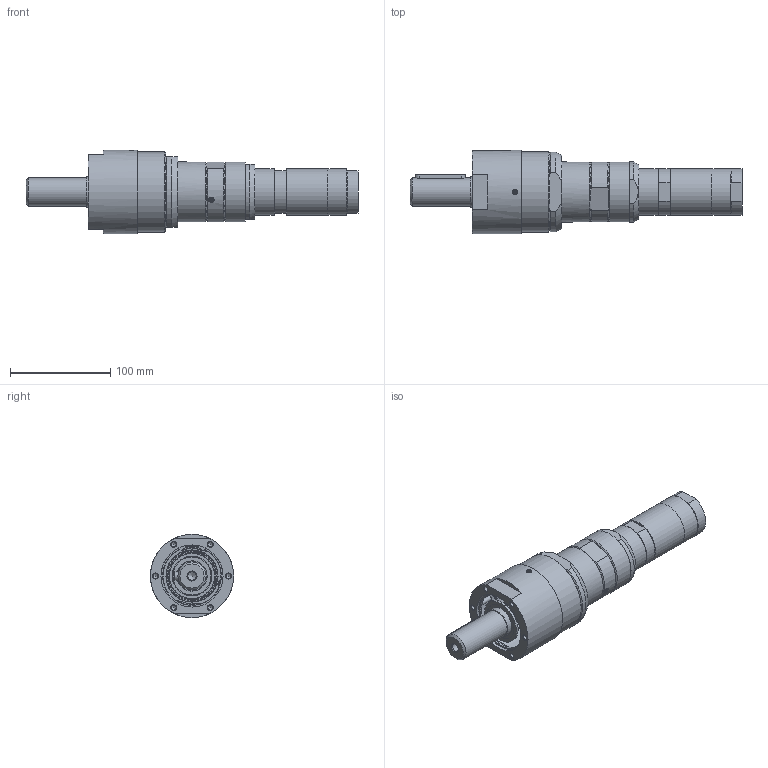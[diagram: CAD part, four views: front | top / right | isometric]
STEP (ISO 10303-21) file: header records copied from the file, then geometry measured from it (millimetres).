
FILE_DESCRIPTION(/* description */ (''),/* implementation_level */ '2;1');
FILE_NAME(/* name */ 'MUD 53-27_60025217.stp',/* time_stamp */ '2018-12-04T12:55:39+01:00',/* author */ ('flambert'),/* organization */ (''),/* preprocessor_version */ 'ST-DEVELOPER v17',/* originating_system */ 'Autodesk Inventor 2018',/* authorisation */ '');
FILE_SCHEMA (('AUTOMOTIVE_DESIGN { 1 0 10303 214 3 1 1 }'));
Length unit declared in the file: millimetre
Products named in the file (1): MUD 53-27_60025217
Bounding box: 331.5 x 83 x 83 mm (x, y, z)
Volume: 863325.2 mm3; surface area: 89782.3 mm2
Topology: 1 solids, 58 shells, 606 faces, 1423 edges, 960 vertices
Faces by surface type: cylinder 290, plane 233, cone 62, torus 10, bspline 7, sphere 4
Full cylindrical faces by diameter (mm): 1.55 x4, 2.5 x2, 3.3 x2, 3.6 x2, 4 x3, 4.917 x6, 5 x2, 5.5 x2, 8.376 x1, 11.445 x2, 18.631 x1, 28 x1, 30 x2, 36.5 x1, 38 x1, 40 x1, 45 x1, 46 x3, 46.5 x1, 51.945 x2, 52 x1, 60 x2, 62 x2, 65 x1, 67 x1, 67.4 x1, 68.178 x1, 68.376 x1, 80 x1, 83 x1
Entity records: 18547 total; most frequent: CARTESIAN_POINT 3549, DIRECTION 3267, ORIENTED_EDGE 2832, EDGE_CURVE 1416, AXIS2_PLACEMENT_3D 1353, VERTEX_POINT 960, CIRCLE 753, EDGE_LOOP 658
